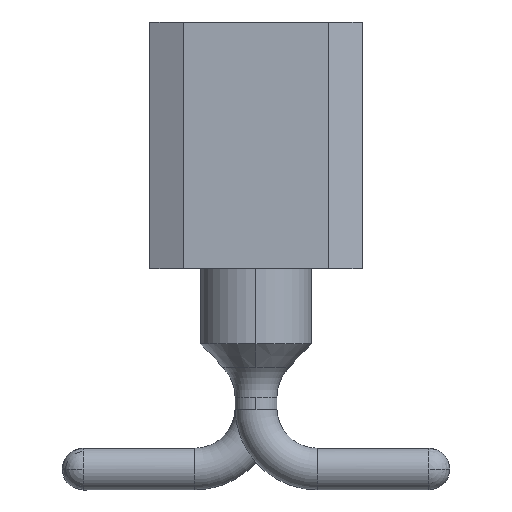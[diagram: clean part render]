
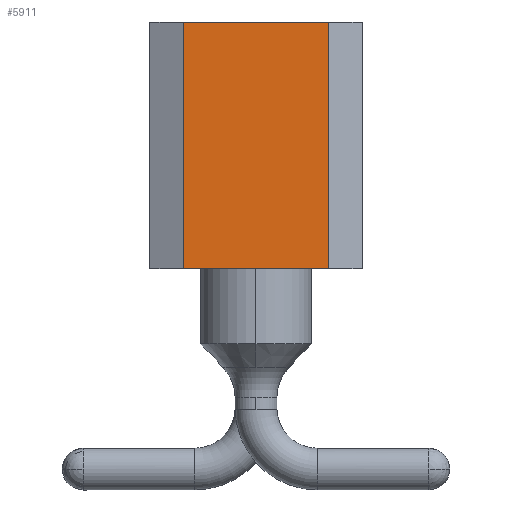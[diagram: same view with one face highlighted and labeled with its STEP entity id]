
A CAD part, front view. The second image highlights one B-rep face of the part: STEP entity #5911.
In plain terms, the highlighted planar face has unit normal (0, -1, 0).
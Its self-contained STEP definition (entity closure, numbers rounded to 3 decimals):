
#5399 = VERTEX_POINT('',#5400);
#5400 = CARTESIAN_POINT('',(-0.87,-5.08,
    5.6));
#5406 = EDGE_CURVE('',#5407,#5399,#5409,.T.);
#5407 = VERTEX_POINT('',#5408);
#5408 = CARTESIAN_POINT('',(0.87,-5.08,
    5.6));
#5409 = LINE('',#5410,#5411);
#5410 = CARTESIAN_POINT('',(0.87,-5.08,
    5.6));
#5411 = VECTOR('',#5412,1.);
#5412 = DIRECTION('',(-1.,0.,0.));
#5885 = EDGE_CURVE('',#5886,#5407,#5888,.T.);
#5886 = VERTEX_POINT('',#5887);
#5887 = CARTESIAN_POINT('',(0.87,-5.08,
    2.65));
#5888 = LINE('',#5889,#5890);
#5889 = CARTESIAN_POINT('',(0.87,-5.08,
    2.65));
#5890 = VECTOR('',#5891,1.);
#5891 = DIRECTION('',(0.,0.,1.));
#5911 = ADVANCED_FACE('',(#5912),#5930,.T.);
#5912 = FACE_BOUND('',#5913,.T.);
#5913 = EDGE_LOOP('',(#5914,#5915,#5923,#5929));
#5914 = ORIENTED_EDGE('',*,*,#5406,.T.);
#5915 = ORIENTED_EDGE('',*,*,#5916,.F.);
#5916 = EDGE_CURVE('',#5917,#5399,#5919,.T.);
#5917 = VERTEX_POINT('',#5918);
#5918 = CARTESIAN_POINT('',(-0.87,-5.08,
    2.65));
#5919 = LINE('',#5920,#5921);
#5920 = CARTESIAN_POINT('',(-0.87,-5.08,
    2.65));
#5921 = VECTOR('',#5922,1.);
#5922 = DIRECTION('',(0.,0.,1.));
#5923 = ORIENTED_EDGE('',*,*,#5924,.F.);
#5924 = EDGE_CURVE('',#5886,#5917,#5925,.T.);
#5925 = LINE('',#5926,#5927);
#5926 = CARTESIAN_POINT('',(0.87,-5.08,
    2.65));
#5927 = VECTOR('',#5928,1.);
#5928 = DIRECTION('',(-1.,0.,0.));
#5929 = ORIENTED_EDGE('',*,*,#5885,.T.);
#5930 = PLANE('',#5931);
#5931 = AXIS2_PLACEMENT_3D('',#5932,#5933,#5934);
#5932 = CARTESIAN_POINT('',(0.,-5.08,
    2.65));
#5933 = DIRECTION('',(0.,-1.,0.));
#5934 = DIRECTION('',(1.,0.,0.));
